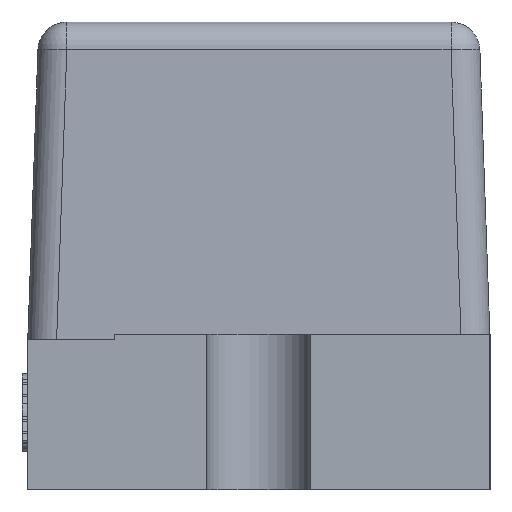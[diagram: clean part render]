
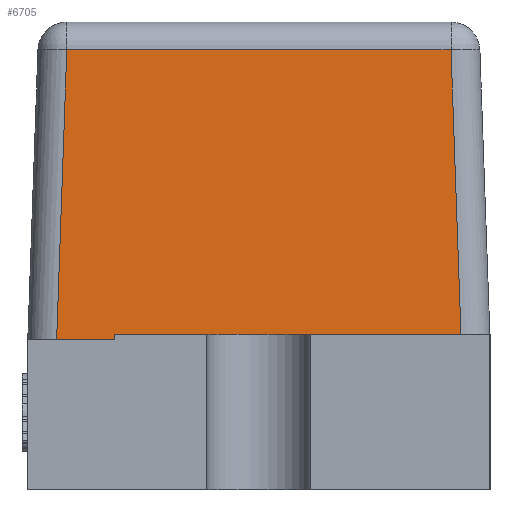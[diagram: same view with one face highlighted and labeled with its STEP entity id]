
A CAD part, left-side view. The second image highlights one B-rep face of the part: STEP entity #6705.
In plain terms, the highlighted planar face has unit normal (-0.999, 0, 0.035).
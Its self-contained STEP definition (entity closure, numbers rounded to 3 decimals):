
#793=FACE_OUTER_BOUND('',#1154,.T.);
#1154=EDGE_LOOP('',(#4558,#4559,#4560,#4561));
#1549=LINE('',#8934,#2254);
#1550=LINE('',#8936,#2255);
#1551=LINE('',#8938,#2256);
#1552=LINE('',#8939,#2257);
#2254=VECTOR('',#7484,1.);
#2255=VECTOR('',#7485,1.);
#2256=VECTOR('',#7486,1.);
#2257=VECTOR('',#7487,1.);
#2959=VERTEX_POINT('',#8932);
#2960=VERTEX_POINT('',#8933);
#2961=VERTEX_POINT('',#8935);
#2962=VERTEX_POINT('',#8937);
#3596=EDGE_CURVE('',#2959,#2960,#1549,.T.);
#3597=EDGE_CURVE('',#2960,#2961,#1550,.T.);
#3598=EDGE_CURVE('',#2961,#2962,#1551,.T.);
#3599=EDGE_CURVE('',#2962,#2959,#1552,.T.);
#4558=ORIENTED_EDGE('',*,*,#3596,.T.);
#4559=ORIENTED_EDGE('',*,*,#3597,.T.);
#4560=ORIENTED_EDGE('',*,*,#3598,.T.);
#4561=ORIENTED_EDGE('',*,*,#3599,.T.);
#6476=PLANE('',#7097);
#6705=ADVANCED_FACE('',(#793),#6476,.T.);
#7097=AXIS2_PLACEMENT_3D('',#8931,#7482,#7483);
#7482=DIRECTION('center_axis',(-0.999,0.,0.035));
#7483=DIRECTION('ref_axis',(0.035,0.,0.999));
#7484=DIRECTION('',(0.,1.,0.));
#7485=DIRECTION('',(-0.035,0.035,-0.999));
#7486=DIRECTION('',(0.,-1.,0.));
#7487=DIRECTION('',(0.035,0.035,0.999));
#8931=CARTESIAN_POINT('Origin',(-0.5,0.4,0.26));
#8932=CARTESIAN_POINT('',(-0.482,-0.333,0.762));
#8933=CARTESIAN_POINT('',(-0.482,0.333,0.762));
#8934=CARTESIAN_POINT('',(-0.482,0.381,0.762));
#8935=CARTESIAN_POINT('',(-0.5,0.35,0.26));
#8936=CARTESIAN_POINT('',(-0.5,0.35,0.258));
#8937=CARTESIAN_POINT('',(-0.5,-0.35,0.26));
#8938=CARTESIAN_POINT('',(-0.5,0.4,0.26));
#8939=CARTESIAN_POINT('',(-0.499,-0.349,0.286));
